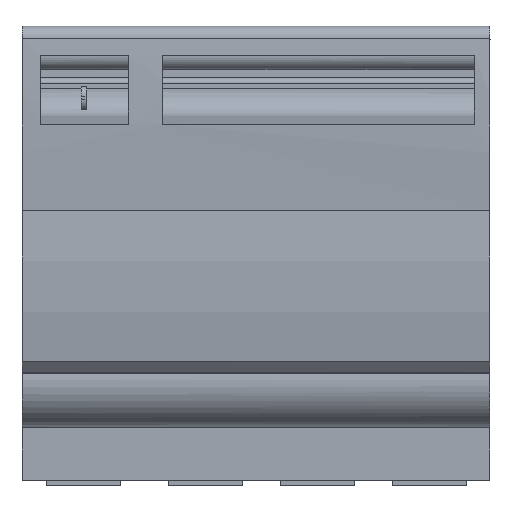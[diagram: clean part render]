
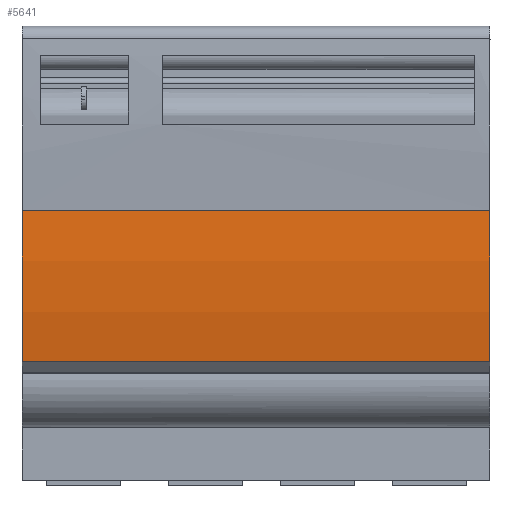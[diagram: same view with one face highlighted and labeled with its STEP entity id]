
A CAD part, top view. The second image highlights one B-rep face of the part: STEP entity #5641.
In plain terms, the highlighted cylindrical face has radius 400.093 mm (diameter 800.186 mm), a partial arc.
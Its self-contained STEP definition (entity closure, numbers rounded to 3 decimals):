
#341=DIRECTION('',(-1.,0.,0.));
#342=VECTOR('',#341,339.5);
#343=CARTESIAN_POINT('',(-1220.455,47.116,235.428));
#344=LINE('',#343,#342);
#362=DIRECTION('',(-1.,0.,0.));
#363=VECTOR('',#362,339.5);
#364=CARTESIAN_POINT('',(-1220.455,-62.765,231.499));
#365=LINE('',#364,#363);
#594=CARTESIAN_POINT('',(-1559.955,6.335,-162.581));
#595=DIRECTION('',(1.,0.,0.));
#596=DIRECTION('',(0.,0.102,0.995));
#597=AXIS2_PLACEMENT_3D('',#594,#595,#596);
#1126=CARTESIAN_POINT('',(-1220.455,6.336,
-162.581));
#1127=DIRECTION('',(-1.,0.,0.));
#1128=DIRECTION('',(0.,-0.173,0.985));
#1129=AXIS2_PLACEMENT_3D('',#1126,#1127,#1128);
#4086=CARTESIAN_POINT('',(-1220.455,-62.765,
231.499));
#4087=VERTEX_POINT('',#4086);
#4088=CARTESIAN_POINT('',(-1220.456,47.116,235.428));
#4089=VERTEX_POINT('',#4088);
#4971=CARTESIAN_POINT('',(-1559.955,47.116,235.428));
#4973=VERTEX_POINT('',#4971);
#4974=CARTESIAN_POINT('',(-1559.955,-62.765,
231.499));
#4975=VERTEX_POINT('',#4974);
#5627=CARTESIAN_POINT('',(-1131.604,6.337,
-162.581));
#5628=DIRECTION('',(1.,0.,0.));
#5629=DIRECTION('',(0.,1.,0.));
#5630=AXIS2_PLACEMENT_3D('',#5627,#5628,#5629);
#5631=CYLINDRICAL_SURFACE('',#5630,400.093);
#5633=ORIENTED_EDGE('',*,*,#5632,.T.);
#5635=ORIENTED_EDGE('',*,*,#5634,.F.);
#5636=ORIENTED_EDGE('',*,*,#5599,.F.);
#5638=ORIENTED_EDGE('',*,*,#5637,.F.);
#5639=EDGE_LOOP('',(#5633,#5635,#5636,#5638));
#5640=FACE_OUTER_BOUND('',#5639,.F.);
#5641=ADVANCED_FACE('',(#5640),#5631,.T.);
#598=CIRCLE('',#597,400.093);
#1130=CIRCLE('',#1129,400.093);
#5599=EDGE_CURVE('',#4089,#4973,#344,.T.);
#5632=EDGE_CURVE('',#4087,#4975,#365,.T.);
#5634=EDGE_CURVE('',#4973,#4975,#598,.T.);
#5637=EDGE_CURVE('',#4087,#4089,#1130,.T.);
